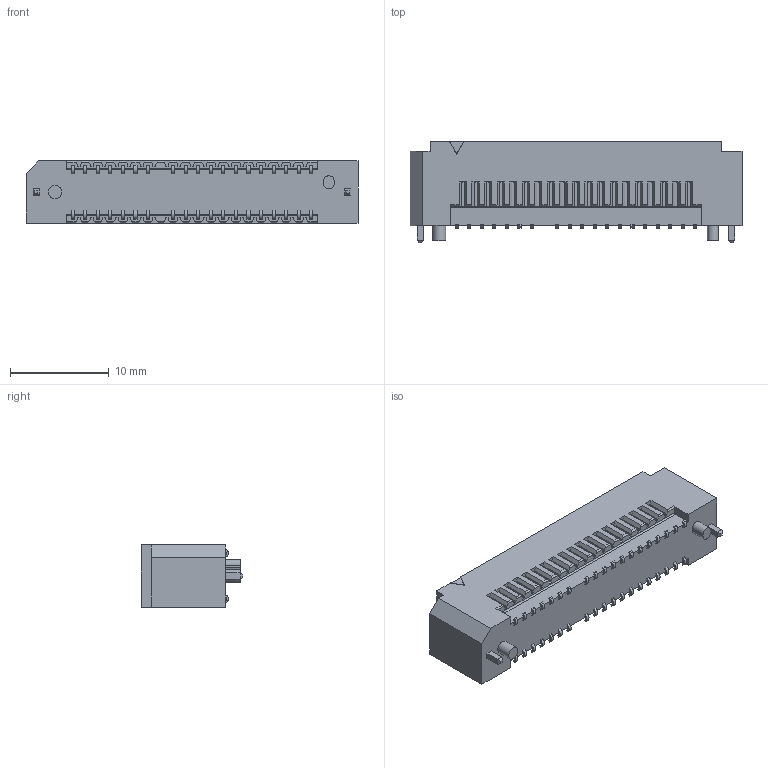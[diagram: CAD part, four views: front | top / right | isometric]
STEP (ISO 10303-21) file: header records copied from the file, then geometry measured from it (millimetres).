
FILE_DESCRIPTION(/* description */ ('STEP AP214'),/* implementation_level */ '2;1');
FILE_NAME(/* name */ 'MECF-20-02-L-DV-WT',/* time_stamp */ '2022-12-12T22:06:57+01:00',/* author */ ('License CC BY-ND 4.0'),/* organization */ ('CADENAS'),/* preprocessor_version */ 'ST-DEVELOPER v18.102',/* originating_system */ 'PARTsolutions',/* authorisation */ ' ');
FILE_SCHEMA (('AUTOMOTIVE_DESIGN {1 0 10303 214 3 1 1}'));
Length unit declared in the file: inch
Products named in the file (4): MECF-20-02-L-DV-WT; MECF-05-01-L-DV_tr; MECF-20-02-L-DV-WT_pins; MECF-20-02-L-DV-WT_ter
Assembly tree (3 placements, depth 2):
  MECF-20-02-L-DV-WT
    MECF-05-01-L-DV_tr
    MECF-20-02-L-DV-WT_pins
    MECF-20-02-L-DV-WT_ter
Bounding box: 33.58 x 10.24 x 6.3 mm (x, y, z)
Volume: 990.2 mm3; surface area: 2642.8 mm2
Topology: 3 solids, 3 shells, 1509 faces, 4479 edges, 2982 vertices
Faces by surface type: plane 1276, cylinder 233
Full cylindrical faces by diameter (mm): 1.321 x1
Entity records: 49983 total; most frequent: CARTESIAN_POINT 8973, ORIENTED_EDGE 8956, DIRECTION 7970, EDGE_CURVE 4478, LINE 4012, VECTOR 4012, VERTEX_POINT 2982, AXIS2_PLACEMENT_3D 1979
